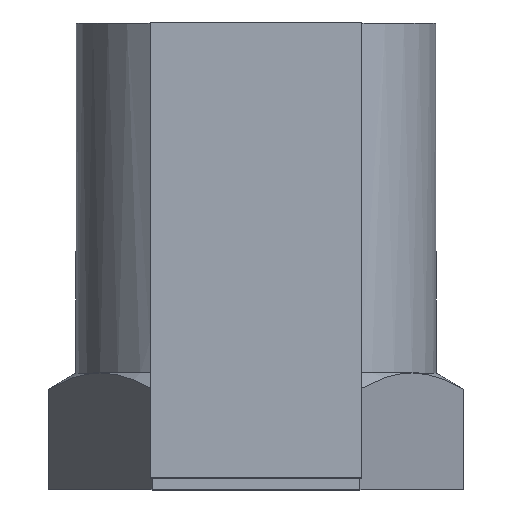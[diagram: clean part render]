
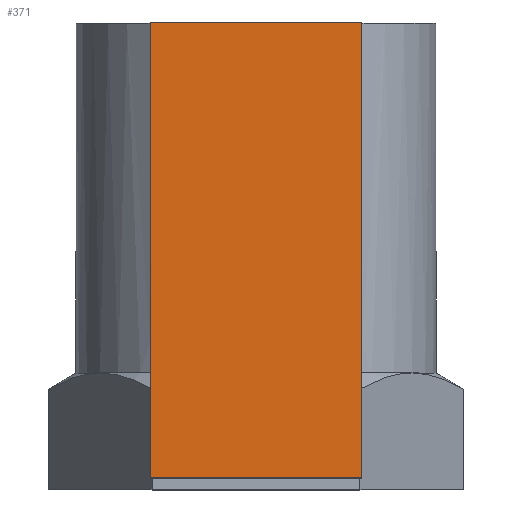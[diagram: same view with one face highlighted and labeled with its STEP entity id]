
A CAD part, top view. The second image highlights one B-rep face of the part: STEP entity #371.
In plain terms, the highlighted planar face has unit normal (0, 0, 1).
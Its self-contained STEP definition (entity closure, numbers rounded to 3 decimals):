
#217=VERTEX_POINT('',#578);
#285=VERTEX_POINT('',#650);
#359=EDGE_CURVE('',#531,#459,#732,.T.);
#371=ADVANCED_FACE('',(#745),#746,.T.);
#459=VERTEX_POINT('',#849);
#485=EDGE_CURVE('',#217,#285,#880,.T.);
#519=EDGE_CURVE('',#459,#285,#919,.T.);
#523=EDGE_CURVE('',#531,#217,#923,.T.);
#531=VERTEX_POINT('',#933);
#578=CARTESIAN_POINT('',(5.0,0.5,40.0));
#650=CARTESIAN_POINT('',(-5.0,0.5,40.0));
#732=LINE('',#1261,#1262);
#745=FACE_OUTER_BOUND('',#1292,.T.);
#746=PLANE('',#1293);
#849=CARTESIAN_POINT('',(-5.0,22.0,40.0));
#880=LINE('',#1469,#1470);
#919=LINE('',#1538,#1539);
#923=LINE('',#1544,#1545);
#933=CARTESIAN_POINT('',(5.0,22.0,40.0));
#1261=CARTESIAN_POINT('',(5.0,22.0,40.0));
#1262=VECTOR('',#1748,1.0);
#1292=EDGE_LOOP('',(#1761,#1762,#1763,#1764));
#1293=AXIS2_PLACEMENT_3D('',#1765,#1766,#1767);
#1469=CARTESIAN_POINT('',(5.0,0.5,40.0));
#1470=VECTOR('',#1956,1.0);
#1538=CARTESIAN_POINT('',(-5.0,22.0,40.0));
#1539=VECTOR('',#2008,1.0);
#1544=CARTESIAN_POINT('',(5.0,22.0,40.0));
#1545=VECTOR('',#2009,1.0);
#1748=DIRECTION('',(-1.0,0.0,0.));
#1761=ORIENTED_EDGE('',*,*,#519,.T.);
#1762=ORIENTED_EDGE('',*,*,#485,.F.);
#1763=ORIENTED_EDGE('',*,*,#523,.F.);
#1764=ORIENTED_EDGE('',*,*,#359,.T.);
#1765=CARTESIAN_POINT('',(5.0,22.0,40.0));
#1766=DIRECTION('',(0.,-0.0,1.0));
#1767=DIRECTION('',(0.0,1.0,0.0));
#1956=DIRECTION('',(-1.0,0.0,0.));
#2008=DIRECTION('',(0.0,-1.0,0.0));
#2009=DIRECTION('',(0.0,-1.0,0.0));
